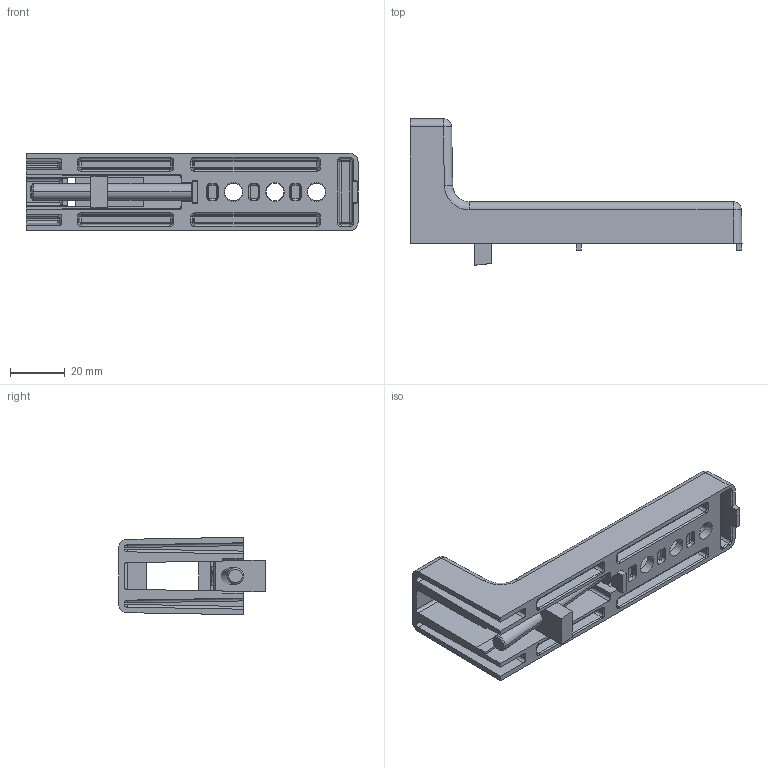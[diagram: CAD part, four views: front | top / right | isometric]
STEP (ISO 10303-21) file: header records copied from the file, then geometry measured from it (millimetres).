
FILE_DESCRIPTION (( 'STEP AP214' ), '1' );
FILE_NAME ('282146203.STEP', '2014-02-20T13:38:11', ( '' ), ( '' ), 'SwSTEP 2.0', 'SolidWorks 2014', '' );
FILE_SCHEMA (( 'AUTOMOTIVE_DESIGN' ));
Length unit declared in the file: millimetre
Products named in the file (1): 282146203
Bounding box: 120.84 x 53.28 x 28.2 mm (x, y, z)
Volume: 32247.9 mm3; surface area: 26051 mm2
Topology: 4 solids, 4 shells, 316 faces, 750 edges, 448 vertices
Faces by surface type: plane 105, cylinder 91, torus 56, cone 46, bspline 10, sphere 8
Entity records: 13103 total; most frequent: CARTESIAN_POINT 2205, DIRECTION 1616, ORIENTED_EDGE 1500, EDGE_CURVE 750, AXIS2_PLACEMENT_3D 607, VERTEX_POINT 448, VECTOR 402, LINE 402
